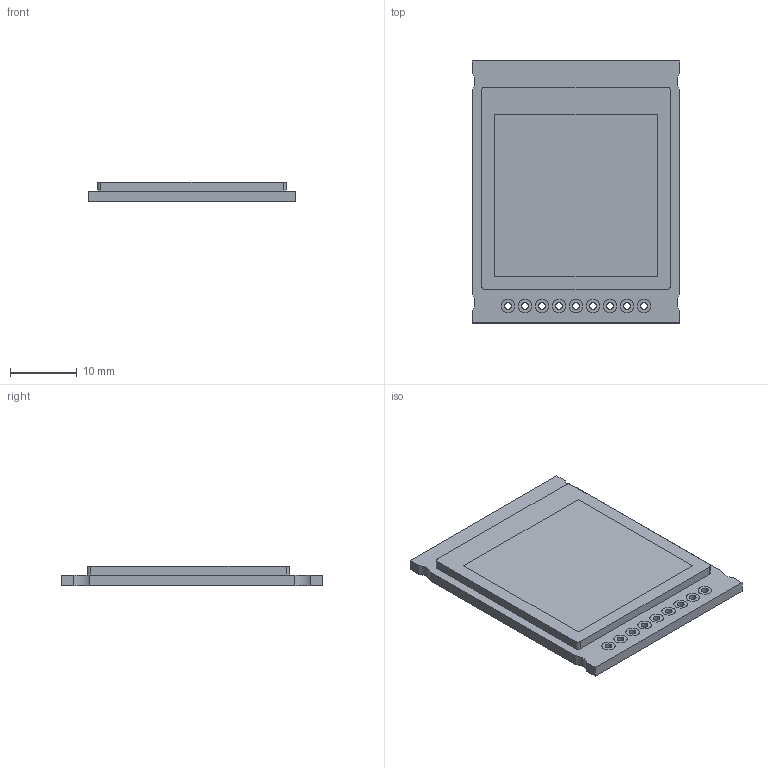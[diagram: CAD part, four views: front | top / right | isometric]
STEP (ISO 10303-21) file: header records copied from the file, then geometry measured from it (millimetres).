
FILE_DESCRIPTION(/* description */ ('STEP AP214'),/* implementation_level */ '2;1');
FILE_NAME(/* name */ '610502f956331d5c6ae5a9a4',/* time_stamp */ '2021-07-31T07:59:54+00:00',/* author */ (''),/* organization */ (''),/* preprocessor_version */ 'ST-DEVELOPER v18.1',/* originating_system */ ' ',/* authorisation */ ' ');
FILE_SCHEMA (('AUTOMOTIVE_DESIGN {1 0 10303 214 3 1 1}'));
Length unit declared in the file: metre
Products named in the file (13): Adafruit Sharp Memory Display v4
Assembly tree (12 placements, depth 2):
  Adafruit Sharp Memory Display v4
    Adafruit Sharp Memory Display v4
    Adafruit Sharp Memory Display v4
    Adafruit Sharp Memory Display v4
    Adafruit Sharp Memory Display v4
    Adafruit Sharp Memory Display v4
    Adafruit Sharp Memory Display v4
    Adafruit Sharp Memory Display v4
    Adafruit Sharp Memory Display v4
    Adafruit Sharp Memory Display v4
    Adafruit Sharp Memory Display v4
    Adafruit Sharp Memory Display v4
    Adafruit Sharp Memory Display v4
Bounding box: 30.99 x 39.12 x 2.91 mm (x, y, z)
Surface area: 6010.8 mm2
Topology: 12 solids, 12 shells, 75 faces, 153 edges, 102 vertices
Faces by surface type: plane 40, cylinder 35
Full cylindrical faces by diameter (mm): 1.02 x9, 2 x18
Entity records: 2287 total; most frequent: DIRECTION 372, CARTESIAN_POINT 316, ORIENTED_EDGE 252, AXIS2_PLACEMENT_3D 158, EDGE_LOOP 138, FACE_BOUND 138, EDGE_CURVE 126, VERTEX_POINT 102
